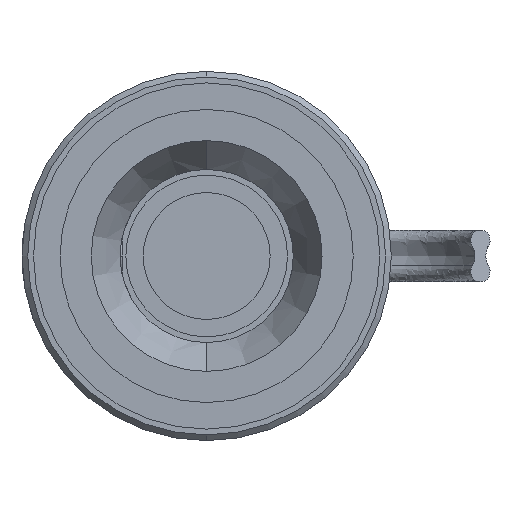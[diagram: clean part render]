
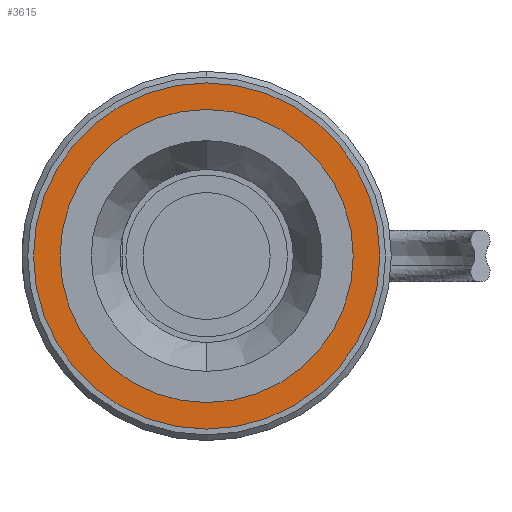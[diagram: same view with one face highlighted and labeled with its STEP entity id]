
A CAD part, left-side view. The second image highlights one B-rep face of the part: STEP entity #3615.
In plain terms, the highlighted planar face has unit normal (-1, 0, 0).
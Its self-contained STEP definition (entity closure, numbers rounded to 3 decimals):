
#111 = CARTESIAN_POINT ( 'NONE',  ( 12.52, 0., -12.7 ) ) ;
#210 = DIRECTION ( 'NONE',  ( 1., 0., 0. ) ) ;
#250 = PLANE ( 'NONE',  #940 ) ;
#543 = DIRECTION ( 'NONE',  ( 1., 0., 0. ) ) ;
#715 = VERTEX_POINT ( 'NONE', #111 ) ;
#807 = DIRECTION ( 'NONE',  ( 1., 0., 0. ) ) ;
#839 = DIRECTION ( 'NONE',  ( 0., 0., 1. ) ) ;
#940 = AXIS2_PLACEMENT_3D ( 'NONE', #5586, #3749, #2043 ) ;
#1148 = CARTESIAN_POINT ( 'NONE',  ( 12.52, 0., -15. ) ) ;
#1307 = CIRCLE ( 'NONE', #1590, 15. ) ;
#1580 = DIRECTION ( 'NONE',  ( 1., 0., 0. ) ) ;
#1590 = AXIS2_PLACEMENT_3D ( 'NONE', #4827, #807, #839 ) ;
#1629 = ORIENTED_EDGE ( 'NONE', *, *, #3743, .F. ) ;
#1802 = CARTESIAN_POINT ( 'NONE',  ( 12.52, 0., 0. ) ) ;
#1892 = DIRECTION ( 'NONE',  ( 0., 0., 1. ) ) ;
#1965 = CIRCLE ( 'NONE', #5528, 12.7 ) ;
#2043 = DIRECTION ( 'NONE',  ( 0., 0., 1. ) ) ;
#2143 = EDGE_LOOP ( 'NONE', ( #5275, #2555 ) ) ;
#2153 = VERTEX_POINT ( 'NONE', #3064 ) ;
#2345 = ORIENTED_EDGE ( 'NONE', *, *, #4221, .F. ) ;
#2555 = ORIENTED_EDGE ( 'NONE', *, *, #3433, .T. ) ;
#2834 = DIRECTION ( 'NONE',  ( 0., 0., 1. ) ) ;
#2967 = CIRCLE ( 'NONE', #3335, 12.7 ) ;
#3064 = CARTESIAN_POINT ( 'NONE',  ( 12.52, 0., 12.7 ) ) ;
#3293 = DIRECTION ( 'NONE',  ( 0., 0., 1. ) ) ;
#3321 = CARTESIAN_POINT ( 'NONE',  ( 12.52, 0., 0. ) ) ;
#3335 = AXIS2_PLACEMENT_3D ( 'NONE', #3321, #210, #2834 ) ;
#3433 = EDGE_CURVE ( 'NONE', #715, #2153, #1965, .T. ) ;
#3504 = EDGE_LOOP ( 'NONE', ( #2345, #1629 ) ) ;
#3615 = ADVANCED_FACE ( 'NONE', ( #4681, #4240 ), #250, .F. ) ;
#3743 = EDGE_CURVE ( 'NONE', #4395, #4692, #1307, .T. ) ;
#3749 = DIRECTION ( 'NONE',  ( 1., 0., 0. ) ) ;
#4221 = EDGE_CURVE ( 'NONE', #4692, #4395, #5400, .T. ) ;
#4240 = FACE_BOUND ( 'NONE', #2143, .T. ) ;
#4395 = VERTEX_POINT ( 'NONE', #1148 ) ;
#4469 = CARTESIAN_POINT ( 'NONE',  ( 12.52, 0., 15. ) ) ;
#4546 = EDGE_CURVE ( 'NONE', #2153, #715, #2967, .T. ) ;
#4666 = CARTESIAN_POINT ( 'NONE',  ( 12.52, 0., 0. ) ) ;
#4681 = FACE_OUTER_BOUND ( 'NONE', #3504, .T. ) ;
#4692 = VERTEX_POINT ( 'NONE', #4469 ) ;
#4827 = CARTESIAN_POINT ( 'NONE',  ( 12.52, 0., 0. ) ) ;
#5026 = AXIS2_PLACEMENT_3D ( 'NONE', #1802, #543, #1892 ) ;
#5275 = ORIENTED_EDGE ( 'NONE', *, *, #4546, .T. ) ;
#5400 = CIRCLE ( 'NONE', #5026, 15. ) ;
#5528 = AXIS2_PLACEMENT_3D ( 'NONE', #4666, #1580, #3293 ) ;
#5586 = CARTESIAN_POINT ( 'NONE',  ( 12.52, 15., 0. ) ) ;
